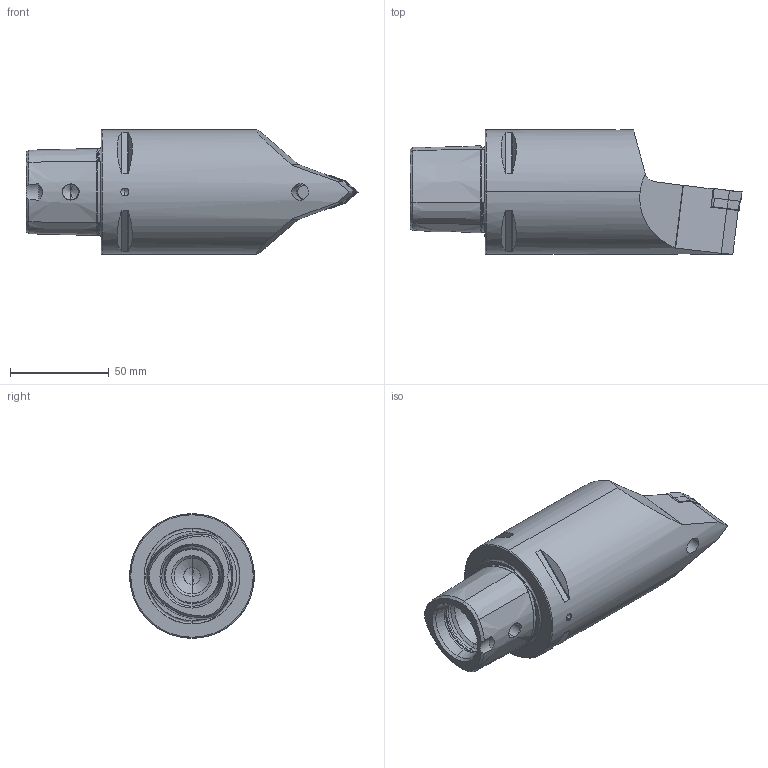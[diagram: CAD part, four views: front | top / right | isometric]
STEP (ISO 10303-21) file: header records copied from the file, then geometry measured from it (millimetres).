
FILE_DESCRIPTION (( 'STEP AP203' ), '1' );
FILE_NAME ('PS6-PWE.NMA.130.STEP', '2017-07-17T09:42:16', ( 'SwiAdmin' ), ( '' ), 'SwSTEP 2.0', 'SolidWorks 2017', '' );
FILE_SCHEMA (( 'CONFIG_CONTROL_DESIGN' ));
Length unit declared in the file: millimetre
Products named in the file (8): WCD-ER4.101.017_A; WDF-ER3.101.000_A; KVT_MB_600_060; WCD-ER1.101.000; WWE-ER2.101.004_A; PS6-PWE.NMA.130; WNMG080404; PS6-PWE.NMA.130_A
Assembly tree (7 placements, depth 2):
  PS6-PWE.NMA.130
    PS6-PWE.NMA.130_A
    WWE-ER2.101.004_A
    WNMG080404
    WDF-ER3.101.000_A
    WCD-ER4.101.017_A
    WCD-ER1.101.000
    KVT_MB_600_060
Bounding box: 168 x 63 x 63 mm (x, y, z)
Volume: 310016.5 mm3; surface area: 41269.3 mm2
Topology: 8 solids, 8 shells, 351 faces, 846 edges, 504 vertices
Faces by surface type: cone 109, plane 101, cylinder 84, torus 37, bspline 18, sphere 2
Entity records: 11914 total; most frequent: CARTESIAN_POINT 3267, ORIENTED_EDGE 1654, DIRECTION 1616, EDGE_CURVE 827, AXIS2_PLACEMENT_3D 628, VERTEX_POINT 501, EDGE_LOOP 374, LINE 360
